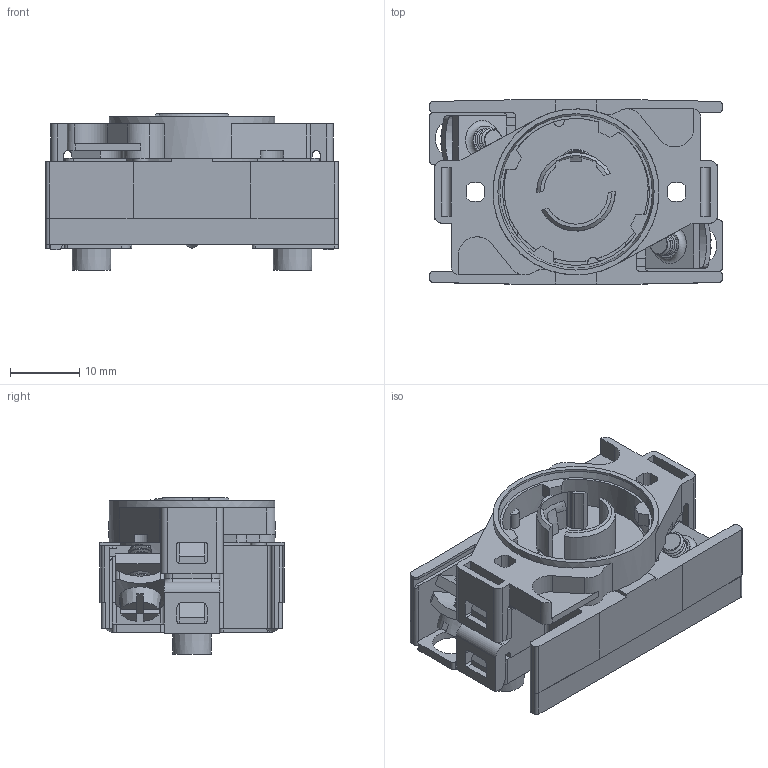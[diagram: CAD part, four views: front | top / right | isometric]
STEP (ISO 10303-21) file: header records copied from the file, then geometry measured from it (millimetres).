
FILE_DESCRIPTION(/* description */ (''),/* implementation_level */ '2;1');
FILE_NAME(/* name */ 'EL9R_ipt.stp',/* time_stamp */ '2017-03-31T10:55:23+02:00',/* author */ ('ahoffmann'),/* organization */ (''),/* preprocessor_version */ 'ST-DEVELOPER v16.1',/* originating_system */ 'Autodesk Inventor 2016',/* authorisation */ '');
FILE_SCHEMA (('AUTOMOTIVE_DESIGN { 1 0 10303 214 3 1 1 }'));
Length unit declared in the file: centimetre
Products named in the file (1): EL9R_vereinfacht
Bounding box: 42.2 x 26.6 x 22.55 mm (x, y, z)
Volume: 11269.6 mm3; surface area: 9951.1 mm2
Topology: 1 solids, 6 shells, 679 faces, 1934 edges, 1254 vertices
Faces by surface type: plane 430, cylinder 199, cone 22, bspline 16, torus 12
Full cylindrical faces by diameter (mm): 2.3 x2, 2.85 x2, 3.5 x4, 4 x4, 5.7 x2, 6 x2, 21.2 x1, 22.55 x1, 23.95 x1
Entity records: 25465 total; most frequent: CARTESIAN_POINT 7813, ORIENTED_EDGE 3760, DIRECTION 3590, EDGE_CURVE 1876, VERTEX_POINT 1230, LINE 1202, VECTOR 1202, AXIS2_PLACEMENT_3D 1194
